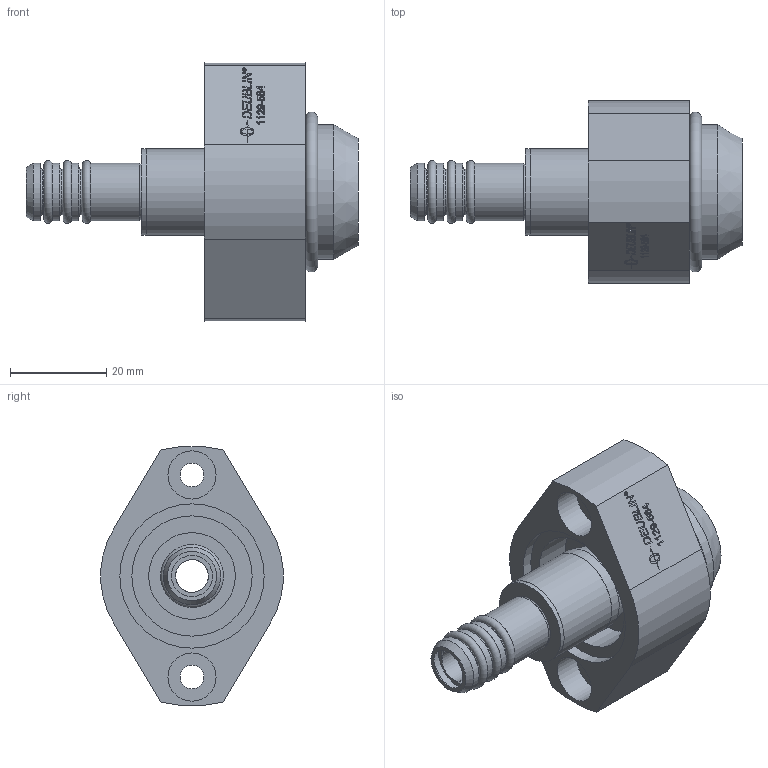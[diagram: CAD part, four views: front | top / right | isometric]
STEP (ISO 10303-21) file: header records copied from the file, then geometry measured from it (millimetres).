
FILE_DESCRIPTION(/* description */ (''),/* implementation_level */ '2;1');
FILE_NAME(/* name */ '1129-584-IC.stp',/* time_stamp */ '2020-05-15T13:57:33-05:00',/* author */ ('Moorera'),/* organization */ (''),/* preprocessor_version */ 'ST-DEVELOPER v18.1',/* originating_system */ 'Autodesk Inventor 2020',/* authorisation */ '');
FILE_SCHEMA (('AUTOMOTIVE_DESIGN { 1 0 10303 214 3 1 1 }'));
Length unit declared in the file: millimetre
Products named in the file (1): 1129-584-IC
Bounding box: 69 x 37.89 x 53.83 mm (x, y, z)
Volume: 35735.6 mm3; surface area: 13652.7 mm2
Topology: 5 solids, 5 shells, 337 faces, 901 edges, 613 vertices
Faces by surface type: plane 171, bspline 112, cylinder 30, torus 15, cone 9
Full cylindrical faces by diameter (mm): 4.917 x2, 5.5 x2, 6.8 x1, 9.5 x6, 9.9 x1, 10 x2, 12 x4, 14.76 x1, 17.98 x1, 18 x2, 25 x1, 27.993 x2, 30 x1
Entity records: 11317 total; most frequent: CARTESIAN_POINT 3204, ORIENTED_EDGE 1802, DIRECTION 1345, EDGE_CURVE 901, VERTEX_POINT 613, LINE 517, VECTOR 517, AXIS2_PLACEMENT_3D 414
